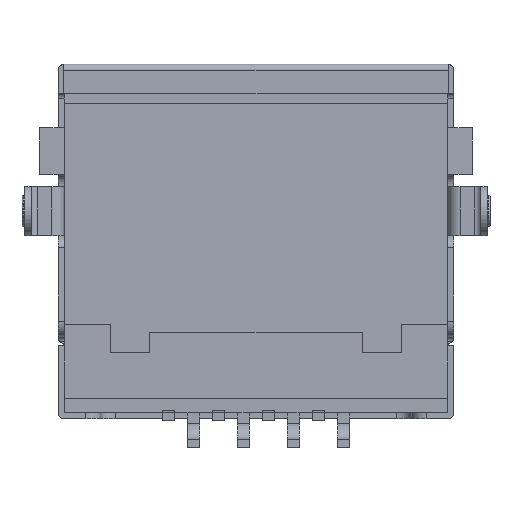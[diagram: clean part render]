
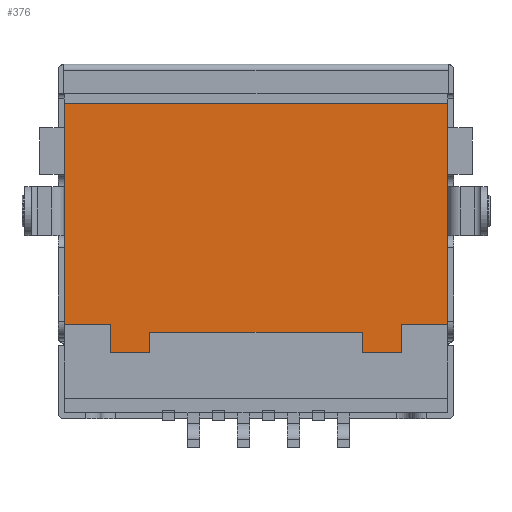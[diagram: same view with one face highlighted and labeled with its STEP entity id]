
A CAD part, front view. The second image highlights one B-rep face of the part: STEP entity #376.
In plain terms, the highlighted planar face has unit normal (0, -1, 0).
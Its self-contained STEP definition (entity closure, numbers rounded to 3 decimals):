
#79 = VERTEX_POINT ( 'NONE', #4081 ) ;
#105 = VERTEX_POINT ( 'NONE', #4134 ) ;
#376 = ADVANCED_FACE ( 'NONE', ( #8099 ), #9013, .T. ) ;
#1547 = EDGE_CURVE ( 'NONE', #79, #105, #10984, .T. ) ;
#1575 = EDGE_CURVE ( 'NONE', #2932, #2933, #11032, .T. ) ;
#1578 = EDGE_CURVE ( 'NONE', #105, #2934, #11038, .T. ) ;
#1579 = EDGE_CURVE ( 'NONE', #2934, #2936, #11040, .T. ) ;
#1580 = EDGE_CURVE ( 'NONE', #2936, #2937, #11042, .T. ) ;
#1581 = EDGE_CURVE ( 'NONE', #2937, #2938, #11044, .T. ) ;
#1582 = EDGE_CURVE ( 'NONE', #2938, #2939, #11046, .T. ) ;
#1583 = EDGE_CURVE ( 'NONE', #2935, #2939, #11048, .T. ) ;
#1584 = EDGE_CURVE ( 'NONE', #2920, #2935, #11050, .T. ) ;
#1585 = EDGE_CURVE ( 'NONE', #2922, #2920, #11052, .T. ) ;
#1586 = EDGE_CURVE ( 'NONE', #2933, #2922, #11054, .T. ) ;
#1587 = EDGE_CURVE ( 'NONE', #79, #2932, #11056, .T. ) ;
#2920 = VERTEX_POINT ( 'NONE', #12489 ) ;
#2922 = VERTEX_POINT ( 'NONE', #12491 ) ;
#2932 = VERTEX_POINT ( 'NONE', #12501 ) ;
#2933 = VERTEX_POINT ( 'NONE', #12502 ) ;
#2934 = VERTEX_POINT ( 'NONE', #12503 ) ;
#2935 = VERTEX_POINT ( 'NONE', #12504 ) ;
#2936 = VERTEX_POINT ( 'NONE', #12505 ) ;
#2937 = VERTEX_POINT ( 'NONE', #12506 ) ;
#2938 = VERTEX_POINT ( 'NONE', #12507 ) ;
#2939 = VERTEX_POINT ( 'NONE', #12508 ) ;
#4081 = CARTESIAN_POINT ( 'NONE',  ( -7.84, -1.05, -1.6 ) ) ;
#4134 = CARTESIAN_POINT ( 'NONE',  ( -7.84, -1.05, -10.65 ) ) ;
#4622 = ORIENTED_EDGE ( 'NONE', *, *, #1547, .T. ) ;
#5311 = EDGE_LOOP ( 'NONE', ( #4622, #5483, #5484, #5485, #5486, #5487, #5488, #5489, #5490, #5491, #5492, #5493 ) ) ;
#5483 = ORIENTED_EDGE ( 'NONE', *, *, #1578, .T. ) ;
#5484 = ORIENTED_EDGE ( 'NONE', *, *, #1579, .T. ) ;
#5485 = ORIENTED_EDGE ( 'NONE', *, *, #1580, .T. ) ;
#5486 = ORIENTED_EDGE ( 'NONE', *, *, #1581, .T. ) ;
#5487 = ORIENTED_EDGE ( 'NONE', *, *, #1582, .T. ) ;
#5488 = ORIENTED_EDGE ( 'NONE', *, *, #1583, .F. ) ;
#5489 = ORIENTED_EDGE ( 'NONE', *, *, #1584, .F. ) ;
#5490 = ORIENTED_EDGE ( 'NONE', *, *, #1585, .F. ) ;
#5491 = ORIENTED_EDGE ( 'NONE', *, *, #1586, .F. ) ;
#5492 = ORIENTED_EDGE ( 'NONE', *, *, #1575, .F. ) ;
#5493 = ORIENTED_EDGE ( 'NONE', *, *, #1587, .F. ) ;
#7570 = AXIS2_PLACEMENT_3D ( 'NONE', #9031, #9032, #9033 ) ;
#8099 = FACE_OUTER_BOUND ( 'NONE', #5311, .T. ) ;
#9013 = PLANE ( 'NONE',  #7570 ) ;
#9031 = CARTESIAN_POINT ( 'NONE',  ( -7.85, -1.05, -14.5 ) ) ;
#9032 = DIRECTION ( 'NONE',  ( 0., -1., 0. ) ) ;
#9033 = DIRECTION ( 'NONE',  ( 0., 0., -1. ) ) ;
#10984 = LINE ( 'NONE', #12279, #10987 ) ;
#10987 = VECTOR ( 'NONE', #12281, 1000. ) ;
#11032 = LINE ( 'NONE', #12342, #11035 ) ;
#11035 = VECTOR ( 'NONE', #12343, 1000. ) ;
#11038 = LINE ( 'NONE', #12348, #11041 ) ;
#11040 = LINE ( 'NONE', #12350, #11043 ) ;
#11041 = VECTOR ( 'NONE', #12349, 1000. ) ;
#11042 = LINE ( 'NONE', #12352, #11045 ) ;
#11043 = VECTOR ( 'NONE', #12351, 1000. ) ;
#11044 = LINE ( 'NONE', #12354, #11047 ) ;
#11045 = VECTOR ( 'NONE', #12353, 1000. ) ;
#11046 = LINE ( 'NONE', #12356, #11049 ) ;
#11047 = VECTOR ( 'NONE', #12355, 1000. ) ;
#11048 = LINE ( 'NONE', #12358, #11051 ) ;
#11049 = VECTOR ( 'NONE', #12357, 1000. ) ;
#11050 = LINE ( 'NONE', #12360, #11053 ) ;
#11051 = VECTOR ( 'NONE', #12359, 1000. ) ;
#11052 = LINE ( 'NONE', #12362, #11055 ) ;
#11053 = VECTOR ( 'NONE', #12361, 1000. ) ;
#11054 = LINE ( 'NONE', #12364, #11057 ) ;
#11055 = VECTOR ( 'NONE', #12363, 1000. ) ;
#11056 = LINE ( 'NONE', #12366, #11059 ) ;
#11057 = VECTOR ( 'NONE', #12365, 1000. ) ;
#11059 = VECTOR ( 'NONE', #12367, 1000. ) ;
#12279 = CARTESIAN_POINT ( 'NONE',  ( -7.84, -1.05, -14.5 ) ) ;
#12281 = DIRECTION ( 'NONE',  ( 0., 0., -1. ) ) ;
#12342 = CARTESIAN_POINT ( 'NONE',  ( 7.84, -1.05, -14.5 ) ) ;
#12343 = DIRECTION ( 'NONE',  ( 0., 0., -1. ) ) ;
#12348 = CARTESIAN_POINT ( 'NONE',  ( 0., -1.05, -10.65 ) ) ;
#12349 = DIRECTION ( 'NONE',  ( 1., 0., 0. ) ) ;
#12350 = CARTESIAN_POINT ( 'NONE',  ( -5.94, -1.05, 0. ) ) ;
#12351 = DIRECTION ( 'NONE',  ( 0., 0., -1. ) ) ;
#12352 = CARTESIAN_POINT ( 'NONE',  ( 0., -1.05, -11.8 ) ) ;
#12353 = DIRECTION ( 'NONE',  ( 1., 0., 0. ) ) ;
#12354 = CARTESIAN_POINT ( 'NONE',  ( -4.34, -1.05, 0. ) ) ;
#12355 = DIRECTION ( 'NONE',  ( 0., 0., 1. ) ) ;
#12356 = CARTESIAN_POINT ( 'NONE',  ( 0., -1.05, -10.95 ) ) ;
#12357 = DIRECTION ( 'NONE',  ( 1., 0., 0. ) ) ;
#12358 = CARTESIAN_POINT ( 'NONE',  ( 4.34, -1.05, 0. ) ) ;
#12359 = DIRECTION ( 'NONE',  ( 0., 0., 1. ) ) ;
#12360 = CARTESIAN_POINT ( 'NONE',  ( 0., -1.05, -11.8 ) ) ;
#12361 = DIRECTION ( 'NONE',  ( -1., 0., 0. ) ) ;
#12362 = CARTESIAN_POINT ( 'NONE',  ( 5.94, -1.05, 0. ) ) ;
#12363 = DIRECTION ( 'NONE',  ( 0., 0., -1. ) ) ;
#12364 = CARTESIAN_POINT ( 'NONE',  ( 0., -1.05, -10.65 ) ) ;
#12365 = DIRECTION ( 'NONE',  ( -1., 0., 0. ) ) ;
#12366 = CARTESIAN_POINT ( 'NONE',  ( 0., -1.05, -1.6 ) ) ;
#12367 = DIRECTION ( 'NONE',  ( 1., 0., 0. ) ) ;
#12489 = CARTESIAN_POINT ( 'NONE',  ( 5.94, -1.05, -11.8 ) ) ;
#12491 = CARTESIAN_POINT ( 'NONE',  ( 5.94, -1.05, -10.65 ) ) ;
#12501 = CARTESIAN_POINT ( 'NONE',  ( 7.84, -1.05, -1.6 ) ) ;
#12502 = CARTESIAN_POINT ( 'NONE',  ( 7.84, -1.05, -10.65 ) ) ;
#12503 = CARTESIAN_POINT ( 'NONE',  ( -5.94, -1.05, -10.65 ) ) ;
#12504 = CARTESIAN_POINT ( 'NONE',  ( 4.34, -1.05, -11.8 ) ) ;
#12505 = CARTESIAN_POINT ( 'NONE',  ( -5.94, -1.05, -11.8 ) ) ;
#12506 = CARTESIAN_POINT ( 'NONE',  ( -4.34, -1.05, -11.8 ) ) ;
#12507 = CARTESIAN_POINT ( 'NONE',  ( -4.34, -1.05, -10.95 ) ) ;
#12508 = CARTESIAN_POINT ( 'NONE',  ( 4.34, -1.05, -10.95 ) ) ;
